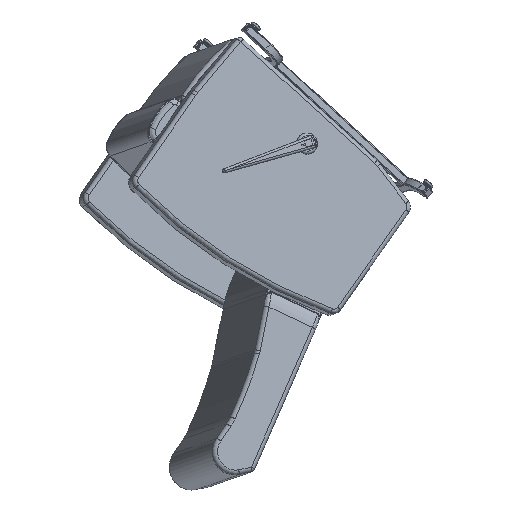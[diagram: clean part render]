
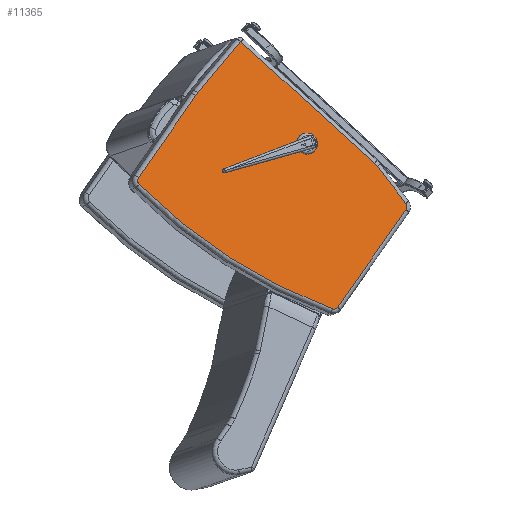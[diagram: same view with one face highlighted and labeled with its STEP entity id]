
A CAD part, left-side view. The second image highlights one B-rep face of the part: STEP entity #11365.
In plain terms, the highlighted face is planar.
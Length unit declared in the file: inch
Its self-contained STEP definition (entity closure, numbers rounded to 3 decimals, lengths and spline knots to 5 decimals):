
#1061=CIRCLE('',#12621,0.625);
#1066=CIRCLE('',#12627,0.5);
#1068=CIRCLE('',#12630,59.625);
#1069=CIRCLE('',#12632,0.625);
#1075=CIRCLE('',#12640,4.5);
#1078=CIRCLE('',#12647,2.625);
#1981=FACE_OUTER_BOUND('',#2741,.T.);
#2741=EDGE_LOOP('',(#9454,#9455,#9456,#9457,#9458,#9459,#9460,#9461,#9462,
#9463,#9464));
#3490=LINE('',#21179,#4281);
#3493=LINE('',#21227,#4284);
#3495=LINE('',#21236,#4286);
#3496=LINE('',#21250,#4287);
#3499=LINE('',#21257,#4290);
#4281=VECTOR('',#15474,0.3937);
#4284=VECTOR('',#15503,0.3937);
#4286=VECTOR('',#15515,0.3937);
#4287=VECTOR('',#15518,0.3937);
#4290=VECTOR('',#15525,0.3937);
#5226=VERTEX_POINT('',#21145);
#5228=VERTEX_POINT('',#21150);
#5229=VERTEX_POINT('',#21161);
#5231=VERTEX_POINT('',#21178);
#5233=VERTEX_POINT('',#21192);
#5236=VERTEX_POINT('',#21200);
#5237=VERTEX_POINT('',#21217);
#5239=VERTEX_POINT('',#21223);
#5241=VERTEX_POINT('',#21229);
#5244=VERTEX_POINT('',#21239);
#5245=VERTEX_POINT('',#21253);
#6641=EDGE_CURVE('',#5228,#5229,#1061,.T.);
#6644=EDGE_CURVE('',#5229,#5231,#3490,.T.);
#6649=EDGE_CURVE('',#5231,#5233,#1066,.T.);
#6651=EDGE_CURVE('',#5233,#5236,#1068,.T.);
#6653=EDGE_CURVE('',#5236,#5237,#1069,.T.);
#6658=EDGE_CURVE('',#5237,#5239,#3493,.T.);
#6661=EDGE_CURVE('',#5239,#5241,#1075,.T.);
#6663=EDGE_CURVE('',#5241,#5226,#3495,.T.);
#6665=EDGE_CURVE('',#5244,#5228,#3496,.T.);
#6669=EDGE_CURVE('',#5226,#5245,#3499,.T.);
#6671=EDGE_CURVE('',#5245,#5244,#1078,.T.);
#9454=ORIENTED_EDGE('',*,*,#6641,.F.);
#9455=ORIENTED_EDGE('',*,*,#6665,.F.);
#9456=ORIENTED_EDGE('',*,*,#6671,.F.);
#9457=ORIENTED_EDGE('',*,*,#6669,.F.);
#9458=ORIENTED_EDGE('',*,*,#6663,.F.);
#9459=ORIENTED_EDGE('',*,*,#6661,.F.);
#9460=ORIENTED_EDGE('',*,*,#6658,.F.);
#9461=ORIENTED_EDGE('',*,*,#6653,.F.);
#9462=ORIENTED_EDGE('',*,*,#6651,.F.);
#9463=ORIENTED_EDGE('',*,*,#6649,.F.);
#9464=ORIENTED_EDGE('',*,*,#6644,.F.);
#10839=PLANE('',#12681);
#11365=ADVANCED_FACE('',(#1981),#10839,.T.);
#12621=AXIS2_PLACEMENT_3D('',#21162,#15468,#15469);
#12627=AXIS2_PLACEMENT_3D('',#21196,#15482,#15483);
#12630=AXIS2_PLACEMENT_3D('',#21201,#15488,#15489);
#12632=AXIS2_PLACEMENT_3D('',#21218,#15492,#15493);
#12640=AXIS2_PLACEMENT_3D('',#21233,#15510,#15511);
#12647=AXIS2_PLACEMENT_3D('',#21260,#15530,#15531);
#12681=AXIS2_PLACEMENT_3D('',#21383,#15614,#15615);
#15468=DIRECTION('center_axis',(0.,0.,-1.));
#15469=DIRECTION('ref_axis',(-0.724,-0.69,0.));
#15474=DIRECTION('',(-0.099,0.995,0.));
#15482=DIRECTION('center_axis',(0.,0.,-1.));
#15483=DIRECTION('ref_axis',(-0.857,0.516,0.));
#15488=DIRECTION('center_axis',(0.,0.,-1.));
#15489=DIRECTION('ref_axis',(-0.167,0.986,0.));
#15492=DIRECTION('center_axis',(0.,0.,-1.));
#15493=DIRECTION('ref_axis',(0.709,0.705,0.));
#15503=DIRECTION('',(0.105,-0.994,0.));
#15510=DIRECTION('center_axis',(0.,0.,-1.));
#15511=DIRECTION('ref_axis',(0.998,0.061,0.));
#15515=DIRECTION('',(0.017,-1.,0.));
#15518=DIRECTION('',(-0.983,0.183,0.));
#15525=DIRECTION('',(-1.,0.,0.));
#15530=DIRECTION('center_axis',(0.,0.,-1.));
#15531=DIRECTION('ref_axis',(-0.093,-0.996,0.));
#15614=DIRECTION('center_axis',(0.,0.,1.));
#15615=DIRECTION('ref_axis',(1.,0.,0.));
#21145=CARTESIAN_POINT('',(13.64019,-8.80367,0.));
#21150=CARTESIAN_POINT('',(-12.30401,-7.80474,0.));
#21161=CARTESIAN_POINT('',(-12.8056,-7.28414,0.));
#21162=CARTESIAN_POINT('Origin',(-12.18763,-7.19067,0.));
#21178=CARTESIAN_POINT('',(-14.15484,6.21782,0.));
#21179=CARTESIAN_POINT('',(-13.08593,-4.47889,0.));
#21192=CARTESIAN_POINT('',(-13.84615,6.7305,0.));
#21196=CARTESIAN_POINT('Origin',(-13.65732,6.26753,0.));
#21200=CARTESIAN_POINT('',(11.75554,11.06645,0.));
#21201=CARTESIAN_POINT('Origin',(8.67221,-48.47877,0.));
#21217=CARTESIAN_POINT('',(12.29572,10.51238,0.));
#21218=CARTESIAN_POINT('Origin',(11.67417,10.44677,0.));
#21223=CARTESIAN_POINT('',(13.48834,-0.78649,0.));
#21227=CARTESIAN_POINT('',(12.79396,5.79203,0.));
#21229=CARTESIAN_POINT('',(13.51257,-1.1835,0.));
#21233=CARTESIAN_POINT('Origin',(9.0132,-1.25885,0.));
#21236=CARTESIAN_POINT('',(13.50113,-0.50047,0.));
#21239=CARTESIAN_POINT('',(-7.18501,-8.75809,0.));
#21250=CARTESIAN_POINT('',(-4.11551,-9.32976,0.));
#21253=CARTESIAN_POINT('',(-6.698,-8.80367,0.));
#21257=CARTESIAN_POINT('',(7.45016,-8.80367,0.));
#21260=CARTESIAN_POINT('Origin',(-6.698,-6.17867,0.));
#21383=CARTESIAN_POINT('Origin',(0.75168,-0.252,0.));
